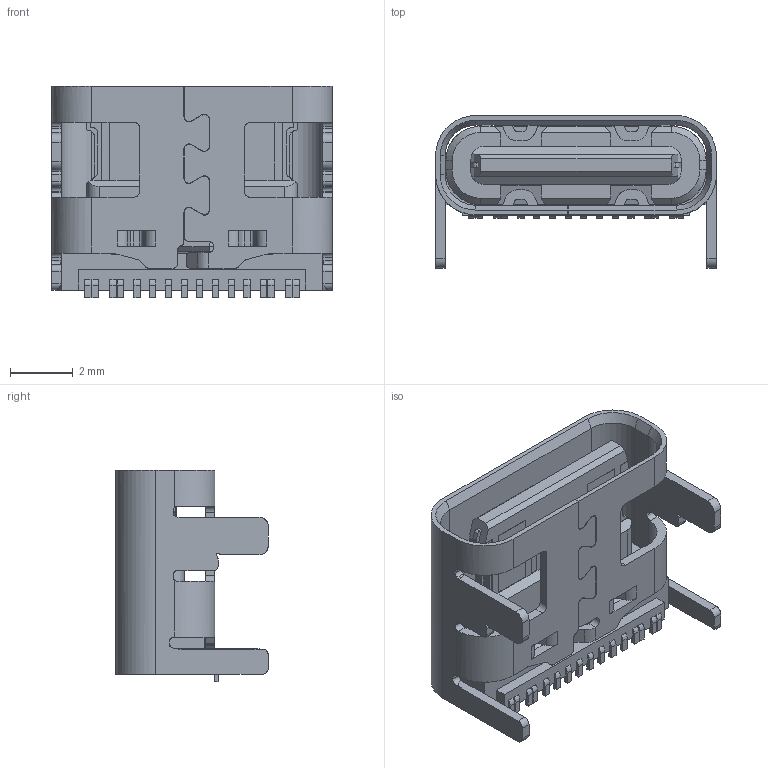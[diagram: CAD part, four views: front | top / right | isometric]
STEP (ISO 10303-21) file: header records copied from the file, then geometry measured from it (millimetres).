
FILE_DESCRIPTION (( 'STEP AP214' ), '1' );
FILE_NAME ('UJ20-C-H-G-SMT-P16-TR.STEP', '2025-02-10T04:04:07', ( '' ), ( '' ), 'SwSTEP 2.0', 'SolidWorks 2024', '' );
FILE_SCHEMA (( 'AUTOMOTIVE_DESIGN' ));
Length unit declared in the file: millimetre
Products named in the file (1): UJ20-C-H-G-SMT-P16-TR
Bounding box: 8.94 x 4.86 x 6.75 mm (x, y, z)
Volume: 96.1 mm3; surface area: 432.2 mm2
Topology: 1 solids, 1 shells, 626 faces, 1851 edges, 1198 vertices
Faces by surface type: plane 432, cylinder 175, cone 13, bspline 6
Entity records: 22111 total; most frequent: CARTESIAN_POINT 6280, ORIENTED_EDGE 3700, DIRECTION 2660, EDGE_CURVE 1850, VECTOR 1384, LINE 1384, VERTEX_POINT 1198, AXIS2_PLACEMENT_3D 638
